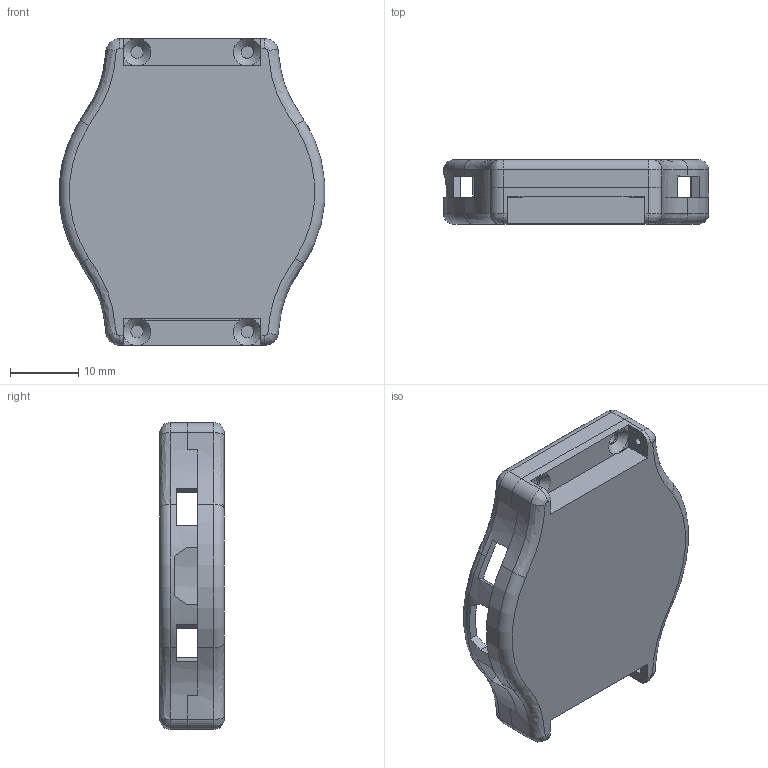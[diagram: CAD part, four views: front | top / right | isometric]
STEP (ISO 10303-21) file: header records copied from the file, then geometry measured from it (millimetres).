
FILE_DESCRIPTION(/* description */ (''),/* implementation_level */ '2;1');
FILE_NAME(/* name */ 'TopCase.step',/* time_stamp */ '2021-09-02T12:47:18-04:00',/* author */ (''),/* organization */ (''),/* preprocessor_version */ 'ST-DEVELOPER v18.1',/* originating_system */ 'Autodesk Translation Framework v10.9.0.1377',/* authorisation */ '');
FILE_SCHEMA (('AUTOMOTIVE_DESIGN { 1 0 10303 214 3 1 1 }'));
Length unit declared in the file: millimetre
Products named in the file (1): Watch
Bounding box: 38.93 x 9.45 x 45 mm (x, y, z)
Volume: 2755.1 mm3; surface area: 5993.3 mm2
Topology: 2 solids, 2 shells, 223 faces, 633 edges, 408 vertices
Faces by surface type: plane 112, cylinder 68, bspline 34, torus 5, cone 4
Full cylindrical faces by diameter (mm): 1.1 x4, 1.85 x6
Entity records: 9229 total; most frequent: CARTESIAN_POINT 3586, ORIENTED_EDGE 1266, DIRECTION 1091, EDGE_CURVE 633, VERTEX_POINT 408, AXIS2_PLACEMENT_3D 381, LINE 329, VECTOR 329
